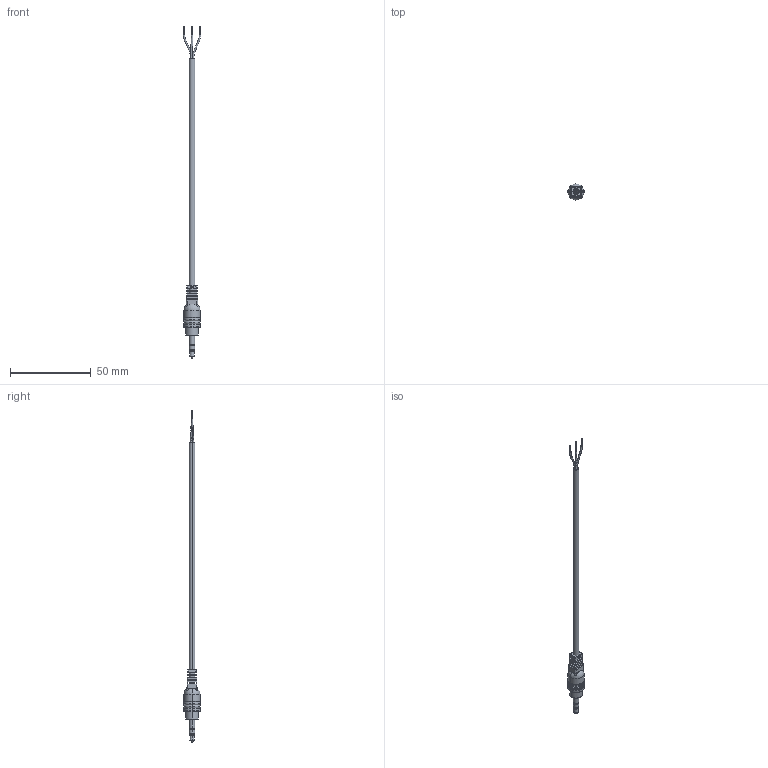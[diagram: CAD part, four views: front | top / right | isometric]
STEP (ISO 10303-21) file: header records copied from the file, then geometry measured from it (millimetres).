
FILE_DESCRIPTION (( 'STEP AP203' ), '1' );
FILE_NAME ('053-0281R (CA-2207)_revA3.STEP', '2017-02-13T17:58:28', ( '' ), ( '' ), 'SwSTEP 2.0', 'SolidWorks 2015', '' );
FILE_SCHEMA (( 'CONFIG_CONTROL_DESIGN' ));
Length unit declared in the file: millimetre
Products named in the file (9): 50-00118; 50-00118 insulator 2; 50-00118 conductor 2; 50-00118 conductor 3; 24-00052___; 30-00005_stripped and tinned; 50-00118 conductor 1; 053-0281R (CA-2207)_revA3; 50-00118 insulator 1
Assembly tree (8 placements, depth 3):
  053-0281R (CA-2207)_revA3
    30-00005_stripped and tinned
    24-00052___
    50-00118
      50-00118 conductor 3
      50-00118 conductor 2
      50-00118 conductor 1
      50-00118 insulator 1
      50-00118 insulator 2
Bounding box: 11 x 10 x 206.02 mm (x, y, z)
Volume: 3449.1 mm3; surface area: 14792.5 mm2
Topology: 123 solids, 123 shells, 836 faces, 1647 edges, 1071 vertices
Faces by surface type: cylinder 386, plane 357, bspline 49, torus 26, cone 18
Entity records: 24739 total; most frequent: CARTESIAN_POINT 6314, DIRECTION 3861, ORIENTED_EDGE 3294, EDGE_CURVE 1647, AXIS2_PLACEMENT_3D 1580, VERTEX_POINT 1071, EDGE_LOOP 920, FACE_OUTER_BOUND 836
